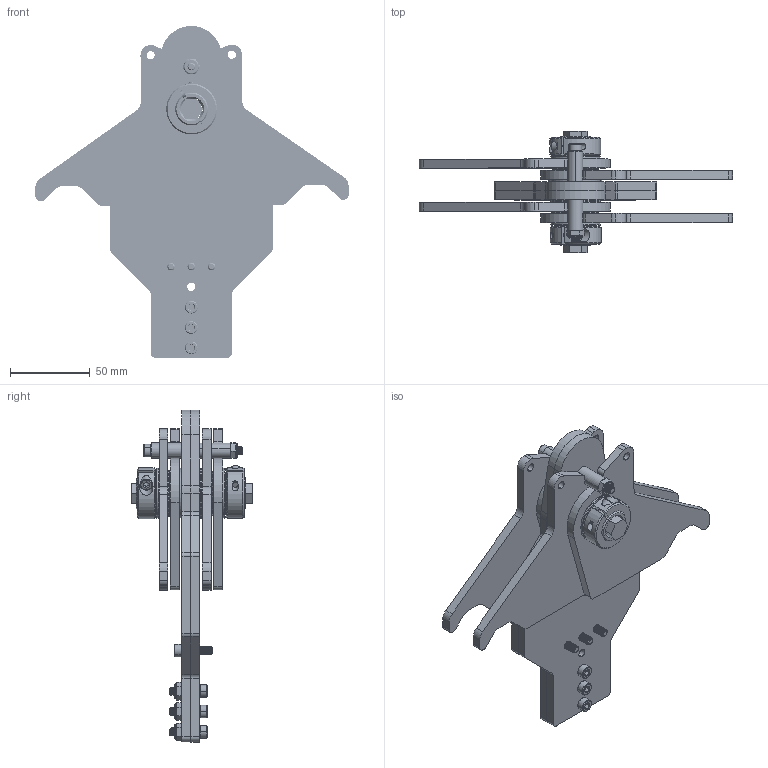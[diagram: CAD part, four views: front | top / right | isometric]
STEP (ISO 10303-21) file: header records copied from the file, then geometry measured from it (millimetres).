
FILE_DESCRIPTION (( 'STEP AP214' ), '1' );
FILE_NAME ('am-5609 Everybot 2025 Barb Assembly.STEP', '2025-01-27T13:57:50', ( '' ), ( '' ), 'SwSTEP 2.0', 'SolidWorks 2024', '' );
FILE_SCHEMA (( 'AUTOMOTIVE_DESIGN' ));
Length unit declared in the file: inch
Products named in the file (12): am-1047 10-32 x 0750 SHCS_am-1047 10-32 x 0750 SHCS; 500Hex Collar Clamp Body; am-1063 10-32 Nylock Jam Nut_am-1063 10-32 Nylock Jam Nut; am-1156 10-32 x 2250 SHCS_am-1156 10-32 x 2250 SHCS; am-5609_body Everybot 2025 Body Plate; am-4107 0.194 ID 0.375 OD 0.750 Long Nylon Spacer; am-5609_barb Everybot 2025 Barb Plate; am-2986 FR8ZZ Hex Bearing; am-1526 500Hex Collar Clamp; 10-32x0500_shcs_HX-SHCS 0.19-32x1.375x1-C; am-5609 Everybot 2025 Barb Assembly; 3IN Hex Shaft
Assembly tree (28 placements, depth 3):
  am-5609 Everybot 2025 Barb Assembly
    am-5609_body Everybot 2025 Body Plate  x2
    am-5609_barb Everybot 2025 Barb Plate  x4
    am-2986 FR8ZZ Hex Bearing  x4
    am-1526 500Hex Collar Clamp  x2
      500Hex Collar Clamp Body
      10-32x0500_shcs_HX-SHCS 0.19-32x1.375x1-C
    am-4107 0.194 ID 0.375 OD 0.750 Long Nylon Spacer  x2
    am-1156 10-32 x 2250 SHCS_am-1156 10-32 x 2250 SHCS
    am-1063 10-32 Nylock Jam Nut_am-1063 10-32 Nylock Jam Nut  x4
    am-1047 10-32 x 0750 SHCS_am-1047 10-32 x 0750 SHCS  x6
    3IN Hex Shaft
Bounding box: 195.93 x 76.2 x 207.65 mm (x, y, z)
Volume: 327424.6 mm3; surface area: 149933.5 mm2
Topology: 32 solids, 32 shells, 1781 faces, 4573 edges, 2916 vertices
Faces by surface type: cylinder 991, cone 364, plane 359, torus 36, bspline 31
Entity records: 26379 total; most frequent: CARTESIAN_POINT 13909, ORIENTED_EDGE 2714, DIRECTION 2356, EDGE_CURVE 1357, AXIS2_PLACEMENT_3D 911, VERTEX_POINT 868, EDGE_LOOP 581, LINE 534
